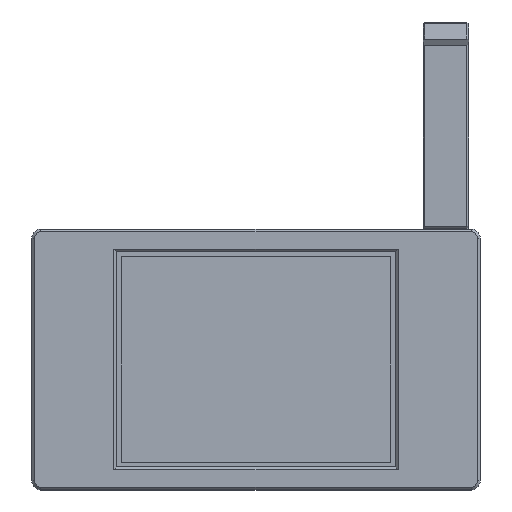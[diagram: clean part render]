
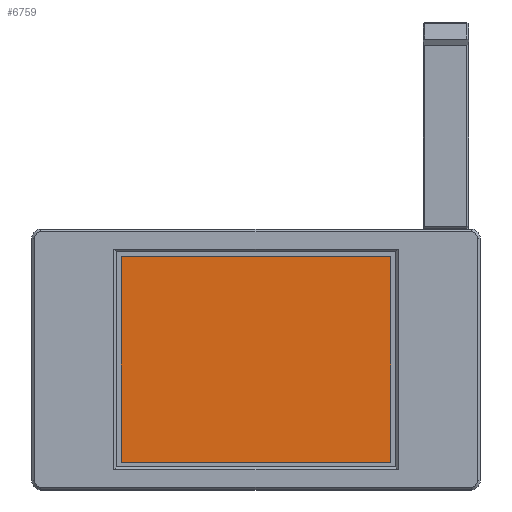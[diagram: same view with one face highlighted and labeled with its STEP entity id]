
A CAD part, top view. The second image highlights one B-rep face of the part: STEP entity #6759.
In plain terms, the highlighted planar face has unit normal (0, 0, 1).
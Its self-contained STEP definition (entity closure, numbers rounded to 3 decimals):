
#514=FACE_OUTER_BOUND('',#924,.T.);
#924=EDGE_LOOP('',(#4535,#4536,#4537,#4538));
#1419=LINE('',#10012,#2159);
#1422=LINE('',#10018,#2162);
#1425=LINE('',#10024,#2165);
#1428=LINE('',#10028,#2168);
#2159=VECTOR('',#7930,10.);
#2162=VECTOR('',#7935,10.);
#2165=VECTOR('',#7940,10.);
#2168=VECTOR('',#7945,10.);
#2893=VERTEX_POINT('',#10009);
#2894=VERTEX_POINT('',#10011);
#2896=VERTEX_POINT('',#10017);
#2898=VERTEX_POINT('',#10023);
#3527=EDGE_CURVE('',#2894,#2893,#1419,.T.);
#3530=EDGE_CURVE('',#2896,#2894,#1422,.T.);
#3533=EDGE_CURVE('',#2898,#2896,#1425,.T.);
#3536=EDGE_CURVE('',#2893,#2898,#1428,.T.);
#4535=ORIENTED_EDGE('',*,*,#3536,.T.);
#4536=ORIENTED_EDGE('',*,*,#3533,.T.);
#4537=ORIENTED_EDGE('',*,*,#3530,.T.);
#4538=ORIENTED_EDGE('',*,*,#3527,.T.);
#6476=PLANE('',#7232);
#6759=ADVANCED_FACE('',(#514),#6476,.T.);
#7232=AXIS2_PLACEMENT_3D('',#10029,#7946,#7947);
#7930=DIRECTION('',(0.,-1.,0.));
#7935=DIRECTION('',(-1.,0.,0.));
#7940=DIRECTION('',(0.,1.,0.));
#7945=DIRECTION('',(1.,0.,0.));
#7946=DIRECTION('center_axis',(0.,0.,1.));
#7947=DIRECTION('ref_axis',(1.,0.,0.));
#10009=CARTESIAN_POINT('',(-32.,-22.5,5.1));
#10011=CARTESIAN_POINT('',(-32.,22.5,5.1));
#10012=CARTESIAN_POINT('',(-32.,-22.5,5.1));
#10017=CARTESIAN_POINT('',(27.,22.5,5.1));
#10018=CARTESIAN_POINT('',(-32.,22.5,5.1));
#10023=CARTESIAN_POINT('',(27.,-22.5,5.1));
#10024=CARTESIAN_POINT('',(27.,22.5,5.1));
#10028=CARTESIAN_POINT('',(27.,-22.5,5.1));
#10029=CARTESIAN_POINT('Origin',(-2.5,0.,
5.1));
